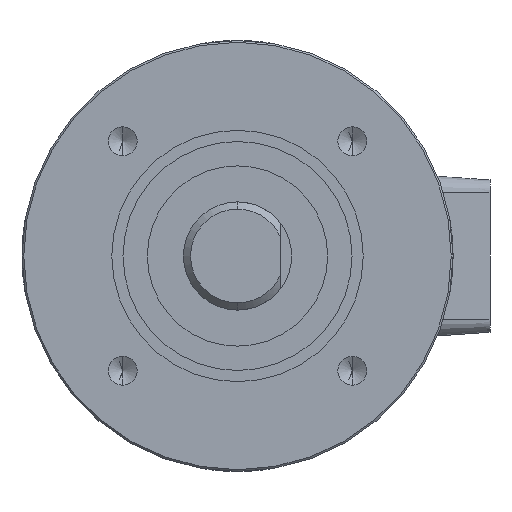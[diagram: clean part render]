
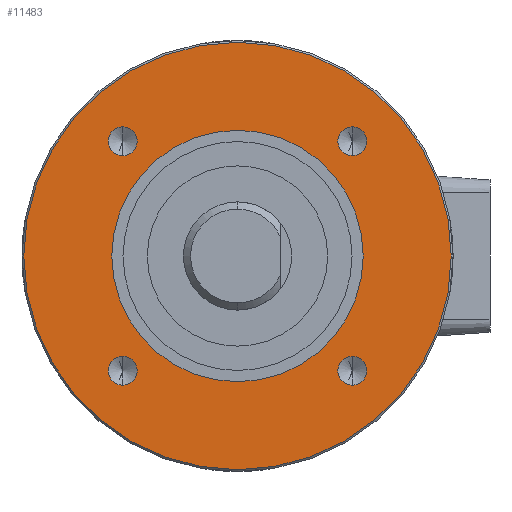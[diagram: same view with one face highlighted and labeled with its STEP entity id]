
A CAD part, front view. The second image highlights one B-rep face of the part: STEP entity #11483.
In plain terms, the highlighted planar face has unit normal (0, -1, 0).
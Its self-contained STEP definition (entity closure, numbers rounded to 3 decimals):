
#10 = ORIENTED_EDGE ( 'NONE', *, *, #1387, .F. ) ;
#117 = ORIENTED_EDGE ( 'NONE', *, *, #12123, .F. ) ;
#135 = CIRCLE ( 'NONE', #1691, 11.85 ) ;
#142 = DIRECTION ( 'NONE',  ( 0., -1., 0. ) ) ;
#149 = CARTESIAN_POINT ( 'NONE',  ( -6.364, -33.2, -5.564 ) ) ;
#181 = DIRECTION ( 'NONE',  ( 0., 0., -1. ) ) ;
#186 = AXIS2_PLACEMENT_3D ( 'NONE', #10225, #8561, #11174 ) ;
#342 = DIRECTION ( 'NONE',  ( 0., 0., -1. ) ) ;
#495 = DIRECTION ( 'NONE',  ( 0., -1., 0. ) ) ;
#619 = AXIS2_PLACEMENT_3D ( 'NONE', #7957, #7865, #342 ) ;
#1335 = CARTESIAN_POINT ( 'NONE',  ( -6.364, -33.2, 6.364 ) ) ;
#1352 = CARTESIAN_POINT ( 'NONE',  ( 6.364, -33.2, 6.364 ) ) ;
#1364 = CARTESIAN_POINT ( 'NONE',  ( 0., -33.2, 0. ) ) ;
#1380 = CARTESIAN_POINT ( 'NONE',  ( 0., -33.2, -11.85 ) ) ;
#1387 = EDGE_CURVE ( 'NONE', #6413, #1737, #10456, .T. ) ;
#1391 = EDGE_LOOP ( 'NONE', ( #117, #10 ) ) ;
#1430 = PLANE ( 'NONE',  #10587 ) ;
#1564 = DIRECTION ( 'NONE',  ( 0., -1., 0. ) ) ;
#1682 = CARTESIAN_POINT ( 'NONE',  ( 0., -33.2, 0. ) ) ;
#1691 = AXIS2_PLACEMENT_3D ( 'NONE', #1364, #10664, #5032 ) ;
#1710 = EDGE_CURVE ( 'NONE', #3420, #11954, #5290, .T. ) ;
#1737 = VERTEX_POINT ( 'NONE', #4945 ) ;
#1916 = EDGE_CURVE ( 'NONE', #5412, #10427, #135, .T. ) ;
#1933 = EDGE_CURVE ( 'NONE', #5257, #3119, #9866, .T. ) ;
#1957 = AXIS2_PLACEMENT_3D ( 'NONE', #6786, #5821, #11302 ) ;
#2010 = CIRCLE ( 'NONE', #186, 0.8 ) ;
#2118 = CARTESIAN_POINT ( 'NONE',  ( 0., -33.2, 0. ) ) ;
#2250 = ORIENTED_EDGE ( 'NONE', *, *, #10324, .F. ) ;
#2330 = CARTESIAN_POINT ( 'NONE',  ( 0., -33.2, 0. ) ) ;
#2414 = VERTEX_POINT ( 'NONE', #4678 ) ;
#2495 = ORIENTED_EDGE ( 'NONE', *, *, #11590, .F. ) ;
#2717 = ORIENTED_EDGE ( 'NONE', *, *, #1933, .F. ) ;
#2781 = CIRCLE ( 'NONE', #3080, 0.8 ) ;
#2787 = CARTESIAN_POINT ( 'NONE',  ( 6.364, -33.2, 7.164 ) ) ;
#2981 = DIRECTION ( 'NONE',  ( 0., -1., 0. ) ) ;
#3025 = CARTESIAN_POINT ( 'NONE',  ( 6.364, -33.2, -5.564 ) ) ;
#3080 = AXIS2_PLACEMENT_3D ( 'NONE', #8644, #2981, #10517 ) ;
#3119 = VERTEX_POINT ( 'NONE', #7805 ) ;
#3396 = CIRCLE ( 'NONE', #6305, 0.8 ) ;
#3420 = VERTEX_POINT ( 'NONE', #9334 ) ;
#3599 = DIRECTION ( 'NONE',  ( 0., -1., 0. ) ) ;
#4028 = CIRCLE ( 'NONE', #9382, 6.97 ) ;
#4115 = CARTESIAN_POINT ( 'NONE',  ( 0., -33.2, 11.85 ) ) ;
#4147 = ORIENTED_EDGE ( 'NONE', *, *, #1916, .T. ) ;
#4182 = AXIS2_PLACEMENT_3D ( 'NONE', #9486, #142, #181 ) ;
#4270 = EDGE_LOOP ( 'NONE', ( #11040, #4809 ) ) ;
#4349 = EDGE_CURVE ( 'NONE', #9168, #7182, #11146, .T. ) ;
#4678 = CARTESIAN_POINT ( 'NONE',  ( 6.364, -33.2, 5.564 ) ) ;
#4809 = ORIENTED_EDGE ( 'NONE', *, *, #1710, .F. ) ;
#4895 = DIRECTION ( 'NONE',  ( 0., 0., -1. ) ) ;
#4945 = CARTESIAN_POINT ( 'NONE',  ( 6.364, -33.2, -7.164 ) ) ;
#4997 = FACE_BOUND ( 'NONE', #7829, .T. ) ;
#5001 = AXIS2_PLACEMENT_3D ( 'NONE', #2118, #6821, #4895 ) ;
#5032 = DIRECTION ( 'NONE',  ( 0., 0., -1. ) ) ;
#5099 = VERTEX_POINT ( 'NONE', #2787 ) ;
#5168 = EDGE_LOOP ( 'NONE', ( #11269, #2250 ) ) ;
#5257 = VERTEX_POINT ( 'NONE', #7815 ) ;
#5290 = CIRCLE ( 'NONE', #4182, 6.97 ) ;
#5412 = VERTEX_POINT ( 'NONE', #1380 ) ;
#5703 = FACE_OUTER_BOUND ( 'NONE', #6774, .T. ) ;
#5821 = DIRECTION ( 'NONE',  ( 0., -1., 0. ) ) ;
#6173 = DIRECTION ( 'NONE',  ( 0., 0., -1. ) ) ;
#6305 = AXIS2_PLACEMENT_3D ( 'NONE', #1352, #8014, #8819 ) ;
#6413 = VERTEX_POINT ( 'NONE', #3025 ) ;
#6620 = CARTESIAN_POINT ( 'NONE',  ( -6.364, -33.2, -7.164 ) ) ;
#6774 = EDGE_LOOP ( 'NONE', ( #11311, #4147 ) ) ;
#6786 = CARTESIAN_POINT ( 'NONE',  ( -6.364, -33.2, -6.364 ) ) ;
#6821 = DIRECTION ( 'NONE',  ( 0., -1., 0. ) ) ;
#6860 = CIRCLE ( 'NONE', #5001, 11.85 ) ;
#7182 = VERTEX_POINT ( 'NONE', #6620 ) ;
#7227 = EDGE_CURVE ( 'NONE', #10427, #5412, #6860, .T. ) ;
#7309 = DIRECTION ( 'NONE',  ( 0., 0., -1. ) ) ;
#7509 = FACE_BOUND ( 'NONE', #1391, .T. ) ;
#7805 = CARTESIAN_POINT ( 'NONE',  ( -6.364, -33.2, 7.164 ) ) ;
#7815 = CARTESIAN_POINT ( 'NONE',  ( -6.364, -33.2, 5.564 ) ) ;
#7829 = EDGE_LOOP ( 'NONE', ( #2717, #9064 ) ) ;
#7865 = DIRECTION ( 'NONE',  ( 0., -1., 0. ) ) ;
#7957 = CARTESIAN_POINT ( 'NONE',  ( -6.364, -33.2, 6.364 ) ) ;
#8014 = DIRECTION ( 'NONE',  ( 0., -1., 0. ) ) ;
#8047 = CARTESIAN_POINT ( 'NONE',  ( 0., -33.2, 6.97 ) ) ;
#8085 = DIRECTION ( 'NONE',  ( 0., 0., -1. ) ) ;
#8561 = DIRECTION ( 'NONE',  ( 0., -1., 0. ) ) ;
#8644 = CARTESIAN_POINT ( 'NONE',  ( 6.364, -33.2, 6.364 ) ) ;
#8774 = AXIS2_PLACEMENT_3D ( 'NONE', #1335, #9944, #8085 ) ;
#8819 = DIRECTION ( 'NONE',  ( 0., 0., -1. ) ) ;
#8909 = AXIS2_PLACEMENT_3D ( 'NONE', #9201, #1564, #12015 ) ;
#9008 = EDGE_CURVE ( 'NONE', #11954, #3420, #4028, .T. ) ;
#9064 = ORIENTED_EDGE ( 'NONE', *, *, #10493, .F. ) ;
#9168 = VERTEX_POINT ( 'NONE', #149 ) ;
#9201 = CARTESIAN_POINT ( 'NONE',  ( 6.364, -33.2, -6.364 ) ) ;
#9248 = CARTESIAN_POINT ( 'NONE',  ( -6.364, -33.2, -6.364 ) ) ;
#9334 = CARTESIAN_POINT ( 'NONE',  ( 0., -33.2, -6.97 ) ) ;
#9382 = AXIS2_PLACEMENT_3D ( 'NONE', #1682, #11123, #7309 ) ;
#9432 = CIRCLE ( 'NONE', #8774, 0.8 ) ;
#9486 = CARTESIAN_POINT ( 'NONE',  ( 0., -33.2, 0. ) ) ;
#9861 = EDGE_CURVE ( 'NONE', #2414, #5099, #3396, .T. ) ;
#9866 = CIRCLE ( 'NONE', #619, 0.8 ) ;
#9944 = DIRECTION ( 'NONE',  ( 0., -1., 0. ) ) ;
#10111 = DIRECTION ( 'NONE',  ( 0., 0., -1. ) ) ;
#10225 = CARTESIAN_POINT ( 'NONE',  ( 6.364, -33.2, -6.364 ) ) ;
#10281 = CIRCLE ( 'NONE', #1957, 0.8 ) ;
#10324 = EDGE_CURVE ( 'NONE', #5099, #2414, #2781, .T. ) ;
#10420 = FACE_BOUND ( 'NONE', #11783, .T. ) ;
#10427 = VERTEX_POINT ( 'NONE', #4115 ) ;
#10456 = CIRCLE ( 'NONE', #8909, 0.8 ) ;
#10493 = EDGE_CURVE ( 'NONE', #3119, #5257, #9432, .T. ) ;
#10517 = DIRECTION ( 'NONE',  ( 0., 0., -1. ) ) ;
#10587 = AXIS2_PLACEMENT_3D ( 'NONE', #2330, #495, #6173 ) ;
#10664 = DIRECTION ( 'NONE',  ( 0., -1., 0. ) ) ;
#11040 = ORIENTED_EDGE ( 'NONE', *, *, #9008, .F. ) ;
#11092 = ORIENTED_EDGE ( 'NONE', *, *, #4349, .F. ) ;
#11123 = DIRECTION ( 'NONE',  ( 0., -1., 0. ) ) ;
#11146 = CIRCLE ( 'NONE', #11517, 0.8 ) ;
#11174 = DIRECTION ( 'NONE',  ( 0., 0., -1. ) ) ;
#11269 = ORIENTED_EDGE ( 'NONE', *, *, #9861, .F. ) ;
#11302 = DIRECTION ( 'NONE',  ( 0., 0., -1. ) ) ;
#11311 = ORIENTED_EDGE ( 'NONE', *, *, #7227, .T. ) ;
#11483 = ADVANCED_FACE ( 'NONE', ( #7509, #10420, #4997, #11595, #11899, #5703 ), #1430, .T. ) ;
#11517 = AXIS2_PLACEMENT_3D ( 'NONE', #9248, #3599, #10111 ) ;
#11590 = EDGE_CURVE ( 'NONE', #7182, #9168, #10281, .T. ) ;
#11595 = FACE_BOUND ( 'NONE', #5168, .T. ) ;
#11783 = EDGE_LOOP ( 'NONE', ( #2495, #11092 ) ) ;
#11899 = FACE_BOUND ( 'NONE', #4270, .T. ) ;
#11954 = VERTEX_POINT ( 'NONE', #8047 ) ;
#12015 = DIRECTION ( 'NONE',  ( 0., 0., -1. ) ) ;
#12123 = EDGE_CURVE ( 'NONE', #1737, #6413, #2010, .T. ) ;
